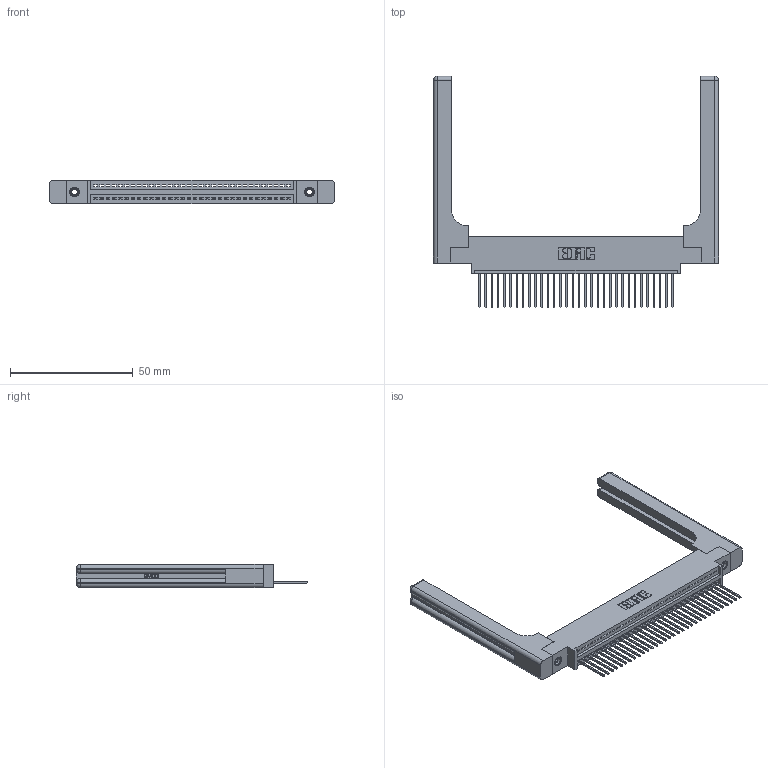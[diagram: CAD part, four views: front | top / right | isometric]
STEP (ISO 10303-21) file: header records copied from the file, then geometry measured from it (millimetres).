
FILE_DESCRIPTION (( 'STEP AP203' ), '1' );
FILE_NAME ('395-032-540-658.STEP', '2019-10-19T14:27:08', ( '' ), ( '' ), 'SwSTEP 2.0', 'SolidWorks 2016', '' );
FILE_SCHEMA (( 'CONFIG_CONTROL_DESIGN' ));
Length unit declared in the file: inch
Products named in the file (5): 395-032-540-658; 345 Part_0.170 Offset - 0.156 Dia-TH; 345-292-001_345-293-140; 345-250-001_345-250-001-102; 345-220-058_345-220-058
Assembly tree (37 placements, depth 2):
  395-032-540-658
    345 Part_0.170 Offset - 0.156 Dia-TH
    345-292-001_345-293-140  x32
    345-250-001_345-250-001-102  x2
    345-220-058_345-220-058  x2
Bounding box: 116.31 x 94.41 x 9.4 mm (x, y, z)
Volume: 19399.9 mm3; surface area: 20086.4 mm2
Topology: 37 solids, 37 shells, 2242 faces, 6651 edges, 4370 vertices
Faces by surface type: plane 1512, cylinder 670, bspline 36, cone 12, sphere 8, torus 4
Entity records: 30762 total; most frequent: CARTESIAN_POINT 6301, ORIENTED_EDGE 5064, DIRECTION 4464, EDGE_CURVE 2532, LINE 2180, VECTOR 2180, VERTEX_POINT 1678, AXIS2_PLACEMENT_3D 1142
